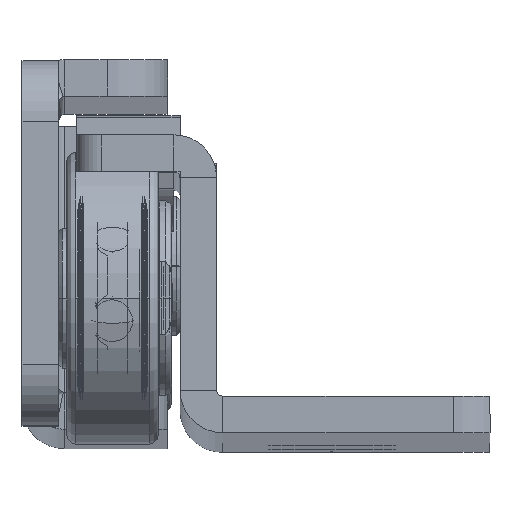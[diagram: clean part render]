
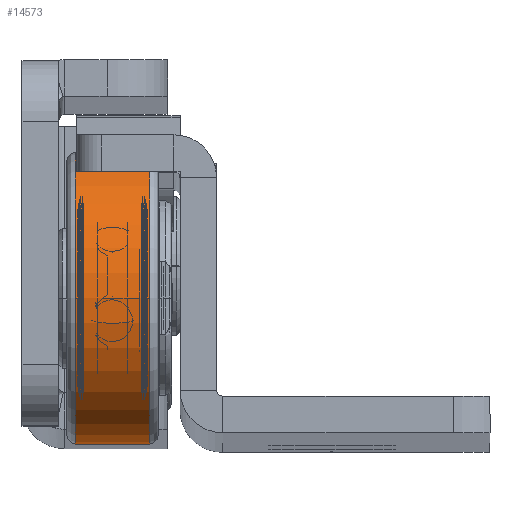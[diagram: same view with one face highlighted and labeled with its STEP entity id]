
A CAD part, top view. The second image highlights one B-rep face of the part: STEP entity #14573.
In plain terms, the highlighted cylindrical face has radius 12 mm (diameter 24 mm), a partial arc.
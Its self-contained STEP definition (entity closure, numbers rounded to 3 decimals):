
#151 = FACE_OUTER_BOUND ( 'NONE', #7198, .T. ) ;
#366 = AXIS2_PLACEMENT_3D ( 'NONE', #6286, #1638, #1557 ) ;
#1176 = VERTEX_POINT ( 'NONE', #8018 ) ;
#1557 = DIRECTION ( 'NONE',  ( 0., -1., 0. ) ) ;
#1638 = DIRECTION ( 'NONE',  ( -1., 0., 0. ) ) ;
#1804 = ORIENTED_EDGE ( 'NONE', *, *, #3175, .F. ) ;
#2529 = VERTEX_POINT ( 'NONE', #8506 ) ;
#3073 = ORIENTED_EDGE ( 'NONE', *, *, #9704, .T. ) ;
#3099 = CARTESIAN_POINT ( 'NONE',  ( -3.75, -12., 0. ) ) ;
#3175 = EDGE_CURVE ( 'NONE', #2529, #1176, #11184, .T. ) ;
#4113 = CARTESIAN_POINT ( 'NONE',  ( 3.05, 0., 0. ) ) ;
#4363 = CIRCLE ( 'NONE', #6364, 12. ) ;
#4414 = CARTESIAN_POINT ( 'NONE',  ( 3.05, -12., 0. ) ) ;
#4919 = VERTEX_POINT ( 'NONE', #4414 ) ;
#5329 = AXIS2_PLACEMENT_3D ( 'NONE', #4113, #9139, #10633 ) ;
#5386 = VECTOR ( 'NONE', #6548, 1000. ) ;
#5887 = DIRECTION ( 'NONE',  ( 0., 1., 0. ) ) ;
#6127 = ORIENTED_EDGE ( 'NONE', *, *, #13669, .T. ) ;
#6286 = CARTESIAN_POINT ( 'NONE',  ( -3.75, 0., 0. ) ) ;
#6364 = AXIS2_PLACEMENT_3D ( 'NONE', #10830, #14435, #5887 ) ;
#6548 = DIRECTION ( 'NONE',  ( -1., 0., 0. ) ) ;
#6612 = DIRECTION ( 'NONE',  ( -1., 0., 0. ) ) ;
#7198 = EDGE_LOOP ( 'NONE', ( #1804, #9058, #3073, #6127 ) ) ;
#8018 = CARTESIAN_POINT ( 'NONE',  ( -3.05, 12., 0. ) ) ;
#8506 = CARTESIAN_POINT ( 'NONE',  ( 3.05, 12., 0. ) ) ;
#9058 = ORIENTED_EDGE ( 'NONE', *, *, #12868, .T. ) ;
#9139 = DIRECTION ( 'NONE',  ( -1., 0., 0. ) ) ;
#9704 = EDGE_CURVE ( 'NONE', #4919, #13895, #14025, .T. ) ;
#10344 = CIRCLE ( 'NONE', #5329, 12. ) ;
#10633 = DIRECTION ( 'NONE',  ( 0., -1., 0. ) ) ;
#10830 = CARTESIAN_POINT ( 'NONE',  ( -3.05, 0., 0. ) ) ;
#11184 = LINE ( 'NONE', #14797, #14471 ) ;
#12868 = EDGE_CURVE ( 'NONE', #2529, #4919, #10344, .T. ) ;
#13669 = EDGE_CURVE ( 'NONE', #13895, #1176, #4363, .T. ) ;
#13895 = VERTEX_POINT ( 'NONE', #15058 ) ;
#14025 = LINE ( 'NONE', #3099, #5386 ) ;
#14435 = DIRECTION ( 'NONE',  ( 1., 0., 0. ) ) ;
#14471 = VECTOR ( 'NONE', #6612, 1000. ) ;
#14573 = ADVANCED_FACE ( 'NONE', ( #151 ), #15488, .T. ) ;
#14797 = CARTESIAN_POINT ( 'NONE',  ( -3.75, 12., 0. ) ) ;
#15058 = CARTESIAN_POINT ( 'NONE',  ( -3.05, -12., 0. ) ) ;
#15488 = CYLINDRICAL_SURFACE ( 'NONE', #366, 12. ) ;
